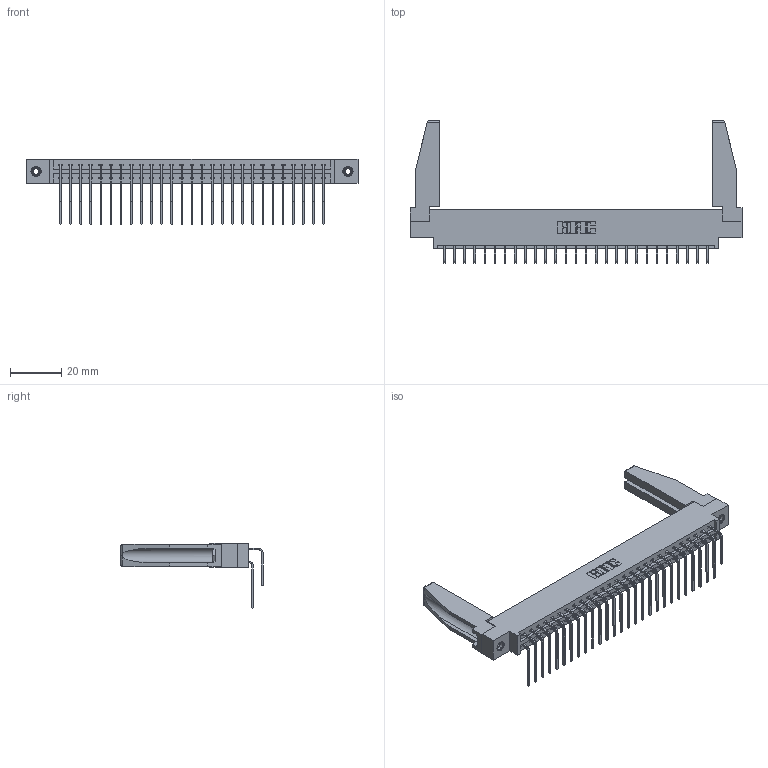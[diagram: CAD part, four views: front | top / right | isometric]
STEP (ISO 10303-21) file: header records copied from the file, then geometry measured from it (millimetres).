
FILE_DESCRIPTION (( 'STEP AP203' ), '1' );
FILE_NAME ('337-054-559-878.STEP', '2019-10-11T19:25:09', ( '' ), ( '' ), 'SwSTEP 2.0', 'SolidWorks 2016', '' );
FILE_SCHEMA (( 'CONFIG_CONTROL_DESIGN' ));
Length unit declared in the file: inch
Products named in the file (6): 307-220-078; 345-292-001_558 559 Tail - 1; 345-250-001_345-250-001-102; 337-054-559-878; 337 Part_0.170 Offset - 0.156 Dia-TI; 345-292-001_559 Tail - 2
Assembly tree (59 placements, depth 2):
  337-054-559-878
    337 Part_0.170 Offset - 0.156 Dia-TI
    345-292-001_558 559 Tail - 1  x27
    345-292-001_559 Tail - 2  x27
    345-250-001_345-250-001-102  x2
    307-220-078  x2
Bounding box: 130 x 55.69 x 25.53 mm (x, y, z)
Volume: 17687.8 mm3; surface area: 20838.4 mm2
Topology: 59 solids, 59 shells, 3272 faces, 9671 edges, 6366 vertices
Faces by surface type: plane 2318, cylinder 938, cone 12, torus 4
Entity records: 27230 total; most frequent: CARTESIAN_POINT 4647, ORIENTED_EDGE 4488, DIRECTION 3968, EDGE_CURVE 2244, VECTOR 2038, LINE 2038, VERTEX_POINT 1488, AXIS2_PLACEMENT_3D 965
